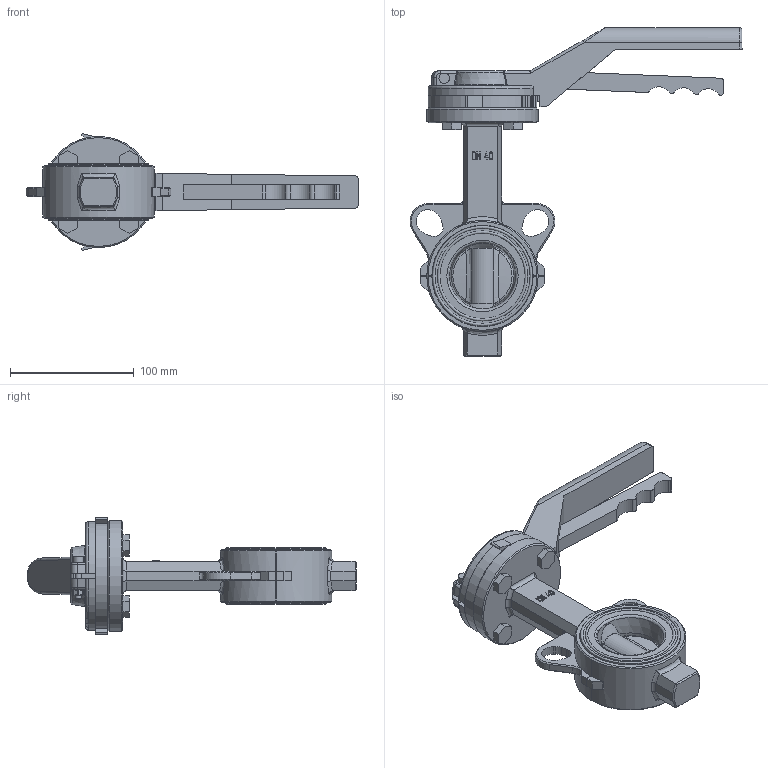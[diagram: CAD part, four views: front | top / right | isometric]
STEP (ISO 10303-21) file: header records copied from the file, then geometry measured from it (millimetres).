
FILE_DESCRIPTION(/* description */ ('Unknown'),/* implementation_level */ '2;1');
FILE_NAME(/* name */ '5400-08',/* time_stamp */ '2022-03-24T08:18:47+01:00',/* author */ ('Unknown'),/* organization */ ('Unknown'),/* preprocessor_version */ 'ST-DEVELOPER v16.7',/* originating_system */ 'Solid Edge',/* authorisation */ 'Unknown');
FILE_SCHEMA (('AUTOMOTIVE_DESIGN {1 0 10303 214 3 1 1}'));
Length unit declared in the file: millimetre
Products named in the file (13): 5400-08; M8x20; Handhebel 040-150; DIN934_M5; DIN912M5x30; ISO-Flansch; 5400-08_PTFE-WAFER_DN040; 5.400.040_Körper; 5.400.050_Körper_0; 5.400.050_Spindel; seat; disc
Assembly tree (15 placements, depth 3):
  5400-08
    M8x20  x4
    Handhebel 040-150
      DIN934_M5
      DIN912M5x30
      Handhebel 040-150
      ISO-Flansch
    5400-08_PTFE-WAFER_DN040
      5.400.040_Körper
      5.400.050_Körper_0
      5.400.050_Spindel
      seat
      disc
Bounding box: 268.66 x 266 x 94.3 mm (x, y, z)
Volume: 589217.7 mm3; surface area: 181571.3 mm2
Topology: 13 solids, 13 shells, 785 faces, 2097 edges, 1363 vertices
Faces by surface type: plane 383, cylinder 199, bspline 103, torus 59, cone 41
Full cylindrical faces by diameter (mm): 4.134 x1, 4.917 x4, 5 x1, 6 x2, 6.647 x4, 7 x4, 8 x5, 8.5 x1, 9 x4, 10 x5, 12.6 x4, 12.75 x1, 14.5 x1, 17.45 x4, 21.8 x1, 56 x1, 61.8 x2, 71 x2, 81 x2, 90 x1
Entity records: 31257 total; most frequent: CARTESIAN_POINT 11025, ORIENTED_EDGE 3818, DIRECTION 3364, EDGE_CURVE 1909, VERTEX_POINT 1280, AXIS2_PLACEMENT_3D 1217, LINE 930, VECTOR 930
